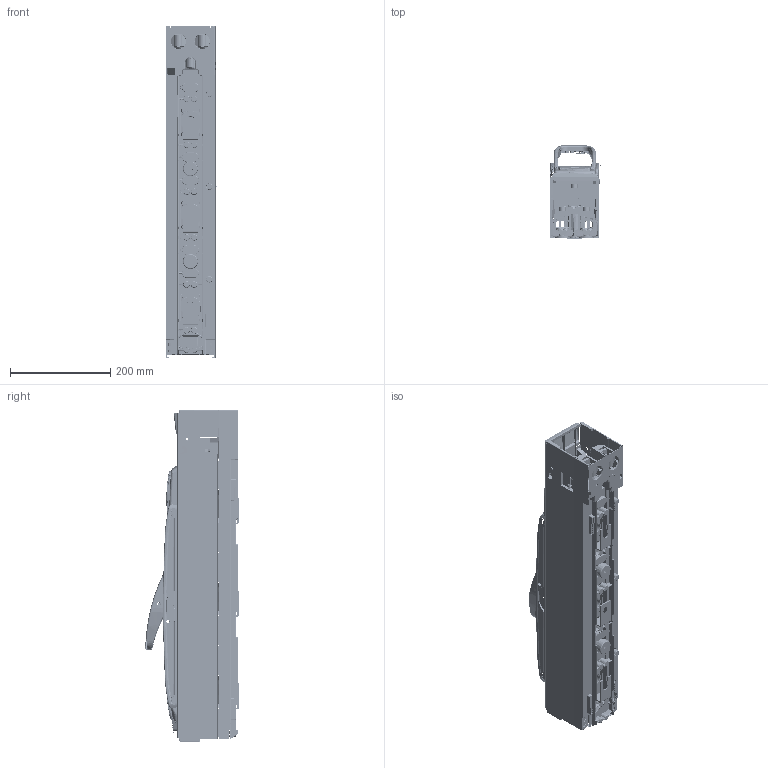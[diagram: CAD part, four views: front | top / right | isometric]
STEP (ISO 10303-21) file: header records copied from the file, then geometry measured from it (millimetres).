
FILE_DESCRIPTION((''),'2;1');
FILE_NAME('ZLBM2-3P-V_SIMPLIFIED','2021-08-03T15:23:47',('FIKASAV3'),(''),'CREO PARAMETRIC BY PTC INC, 2020184','CREO PARAMETRIC BY PTC INC, 2020184','');
FILE_SCHEMA(('AUTOMOTIVE_DESIGN { 1 0 10303 214 1 1 1 1 }'));
Products named in the file (1): ZLBM2-3P-V_SIMPLIFIED
Bounding box: 105.47 x 186.29 x 662.12 mm (x, y, z)
Volume: 4345584.8 mm3; surface area: 1180028.4 mm2
Topology: 1 solids, 1280 shells, 4975 faces, 40969 edges, 36663 vertices
Faces by surface type: plane 3253, cylinder 875, bspline 344, torus 282, cone 181, extrusion 38, sphere 2
Entity records: 793268 total; most frequent: CARTESIAN_POINT 506217, ORIENTED_EDGE 46874, EDGE_CURVE 40963, VERTEX_POINT 36663, DIRECTION 36580, VECTOR 21429, LINE 21391, B_SPLINE_CURVE_WITH_KNOTS 16646
